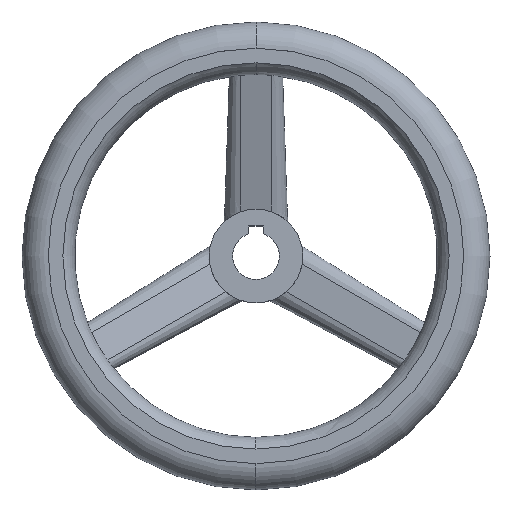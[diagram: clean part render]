
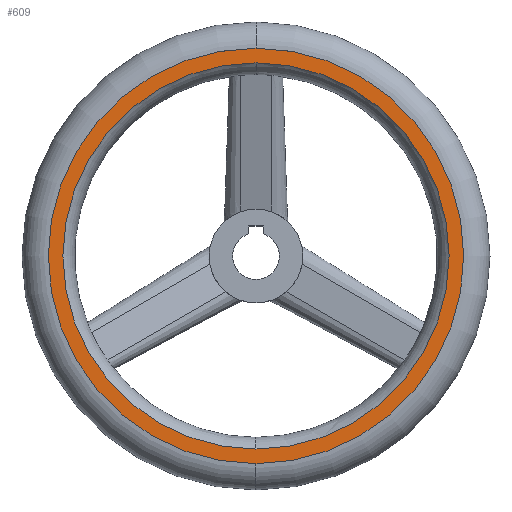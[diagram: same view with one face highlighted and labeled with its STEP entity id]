
A CAD part, top view. The second image highlights one B-rep face of the part: STEP entity #609.
In plain terms, the highlighted planar face has unit normal (0, 0, 1).
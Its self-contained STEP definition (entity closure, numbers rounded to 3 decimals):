
#245=EDGE_CURVE('',#341,#431,#666,.T.);
#259=EDGE_CURVE('',#431,#341,#681,.T.);
#273=EDGE_CURVE('',#523,#377,#696,.T.);
#341=VERTEX_POINT('',#771);
#377=VERTEX_POINT('',#809);
#431=VERTEX_POINT('',#866);
#519=EDGE_CURVE('',#377,#567,#963,.T.);
#523=VERTEX_POINT('',#967);
#567=VERTEX_POINT('',#1018);
#609=ADVANCED_FACE('',(#1064,#1065),#1066,.F.);
#611=EDGE_CURVE('',#567,#523,#1068,.T.);
#666=CIRCLE('',#1154,71.0);
#681=CIRCLE('',#1176,71.0);
#696=CIRCLE('',#1196,66.025);
#771=CARTESIAN_POINT('',(0.,71.0,38.5));
#809=CARTESIAN_POINT('',(0.,66.025,38.5));
#866=CARTESIAN_POINT('',(0.,-71.0,38.5));
#963=CIRCLE('',#1960,66.025);
#967=CARTESIAN_POINT('',(0.,-66.025,38.5));
#1018=CARTESIAN_POINT('',(-66.025,0.,38.5));
#1064=FACE_BOUND('',#2204,.T.);
#1065=FACE_OUTER_BOUND('',#2205,.T.);
#1066=PLANE('',#2206);
#1068=CIRCLE('',#2209,66.025);
#1154=AXIS2_PLACEMENT_3D('',#2289,#2290,#2291);
#1176=AXIS2_PLACEMENT_3D('',#2314,#2315,#2316);
#1196=AXIS2_PLACEMENT_3D('',#2332,#2333,#2334);
#1960=AXIS2_PLACEMENT_3D('',#2613,#2614,#2615);
#2204=EDGE_LOOP('',(#2727,#2728,#2729));
#2205=EDGE_LOOP('',(#2730,#2731));
#2206=AXIS2_PLACEMENT_3D('',#2732,#2733,#2734);
#2209=AXIS2_PLACEMENT_3D('',#2735,#2736,#2737);
#2289=CARTESIAN_POINT('',(0.,0.,38.5));
#2290=DIRECTION('',(0.,0.,1.0));
#2291=DIRECTION('',(0.,1.0,0.));
#2314=CARTESIAN_POINT('',(0.,0.,38.5));
#2315=DIRECTION('',(0.,0.,1.0));
#2316=DIRECTION('',(0.,1.0,0.));
#2332=CARTESIAN_POINT('',(0.,0.,38.5));
#2333=DIRECTION('',(0.,0.,1.0));
#2334=DIRECTION('',(1.0,0.0,0.));
#2613=CARTESIAN_POINT('',(0.,0.,38.5));
#2614=DIRECTION('',(0.,0.,1.0));
#2615=DIRECTION('',(1.0,0.0,0.));
#2727=ORIENTED_EDGE('',*,*,#611,.F.);
#2728=ORIENTED_EDGE('',*,*,#519,.F.);
#2729=ORIENTED_EDGE('',*,*,#273,.F.);
#2730=ORIENTED_EDGE('',*,*,#245,.T.);
#2731=ORIENTED_EDGE('',*,*,#259,.T.);
#2732=CARTESIAN_POINT('',(0.,66.5,38.5));
#2733=DIRECTION('',(0.,0.,-1.0));
#2734=DIRECTION('',(0.,-1.0,0.0));
#2735=CARTESIAN_POINT('',(0.,0.,38.5));
#2736=DIRECTION('',(0.,0.,1.0));
#2737=DIRECTION('',(1.0,0.0,0.));
